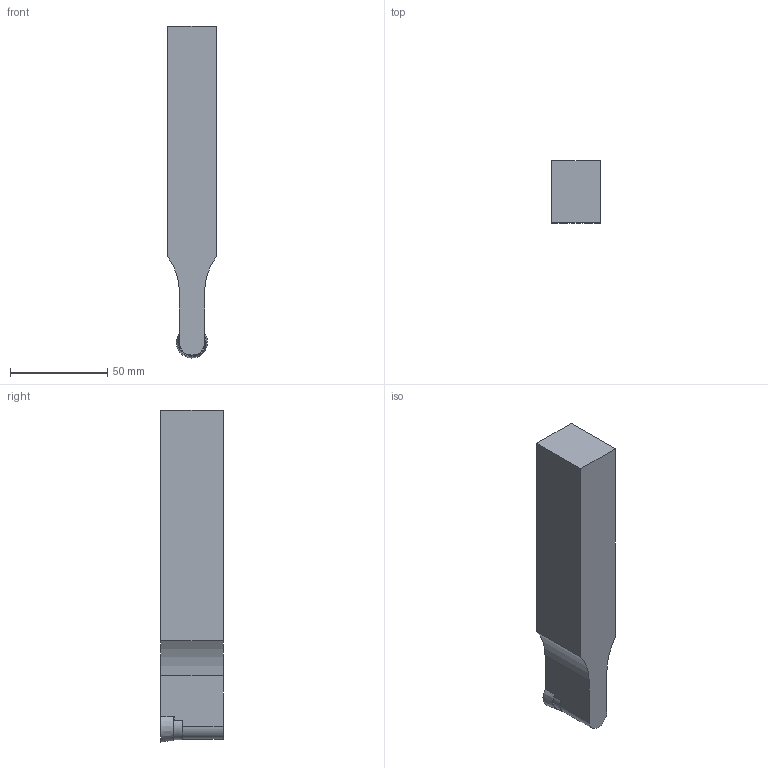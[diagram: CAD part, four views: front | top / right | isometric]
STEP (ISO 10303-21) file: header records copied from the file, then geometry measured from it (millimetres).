
FILE_DESCRIPTION(/* description */ (''),/* implementation_level */ '2;1');
FILE_NAME(/* name */ 'PRDCN3225P16.stp',/* time_stamp */ '2023-02-03T13:15:47+01:00',/* author */ (''),/* organization */ (''),/* preprocessor_version */ 'ST-DEVELOPER v16.7',/* originating_system */ 'SIEMENS PLM Software NX 12.0',/* authorisation */ '');
FILE_SCHEMA (('AUTOMOTIVE_DESIGN { 1 0 10303 214 3 1 1 1 }'));
Length unit declared in the file: millimetre
Products named in the file (1): kl6204D89F04hshw
Bounding box: 25 x 32 x 170.5 mm (x, y, z)
Volume: 117414.4 mm3; surface area: 19940.5 mm2
Topology: 2 solids, 2 shells, 27 faces, 71 edges, 46 vertices
Faces by surface type: plane 17, cylinder 7, cone 3
Full cylindrical faces by diameter (mm): 5.4 x1, 13.55 x1
Entity records: 850 total; most frequent: CARTESIAN_POINT 143, DIRECTION 142, ORIENTED_EDGE 132, EDGE_CURVE 66, AXIS2_PLACEMENT_3D 50, VERTEX_POINT 45, LINE 42, VECTOR 42
